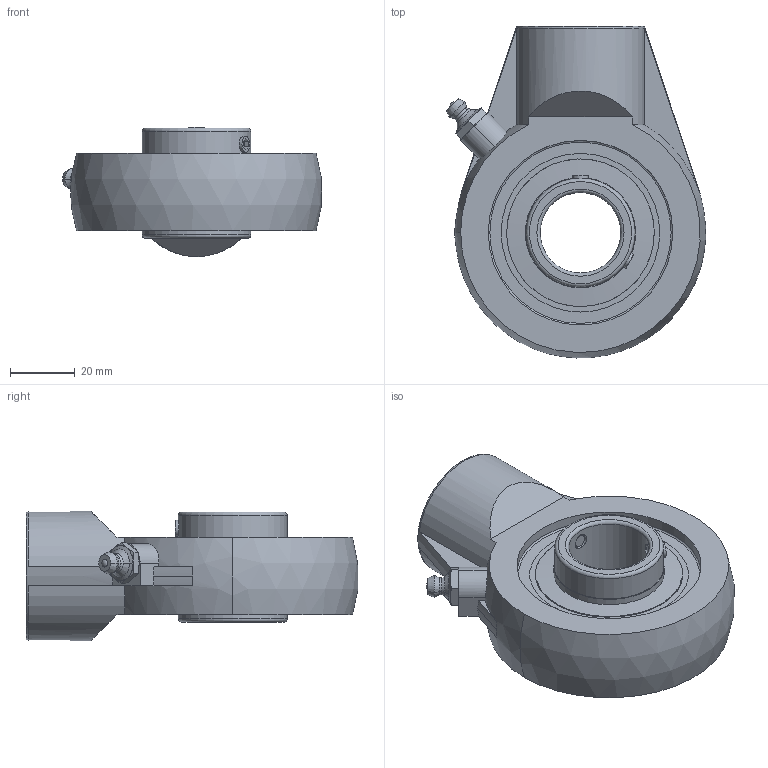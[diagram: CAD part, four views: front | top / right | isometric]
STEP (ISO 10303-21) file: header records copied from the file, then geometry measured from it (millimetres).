
FILE_DESCRIPTION(('HOOPS Exchange Step'),'2;1');
FILE_NAME('export-654D66F2-27CE-4A0E-A4B8-206DCE548F59.stp','2019-12-13T13:32:25-08:00',('ibuslach'),('Alibre'),'HOOPS Exchange 2019.2','Alibre','Unknown authorisation');
FILE_SCHEMA( ('AP242_MANAGED_MODEL_BASED_3D_ENGINEERING_MIM_LF {1 0 10303 442 1 1 4 }') );
Length unit declared in the file: centimetre
Products named in the file (7): MRN SHA 205; ZERK 6mm; SUC 205 RACES; 205 SS; SUC 205-16 SHIELD; MRN SUC 205; MRN SUCHA 205
Assembly tree (8 placements, depth 3):
  MRN SUCHA 205
    MRN SHA 205
    ZERK 6mm
    MRN SUC 205
      SUC 205 RACES
      205 SS  x2
      SUC 205-16 SHIELD  x2
Bounding box: 80.22 x 102.77 x 39.99 mm (x, y, z)
Volume: 108884.4 mm3; surface area: 38920.2 mm2
Topology: 8 solids, 8 shells, 156 faces, 411 edges, 273 vertices
Faces by surface type: plane 63, cylinder 38, cone 33, torus 11, sphere 7, bspline 4
Full cylindrical faces by diameter (mm): 1.504 x2, 4.917 x4, 6 x2, 19.05 x1, 25 x1, 33.655 x1, 33.68 x2, 34.188 x2, 45.72 x3, 57.143 x2
Entity records: 7390 total; most frequent: CARTESIAN_POINT 3731, DIRECTION 775, ORIENTED_EDGE 726, EDGE_CURVE 363, AXIS2_PLACEMENT_3D 331, VERTEX_POINT 242, CIRCLE 163, EDGE_LOOP 161
